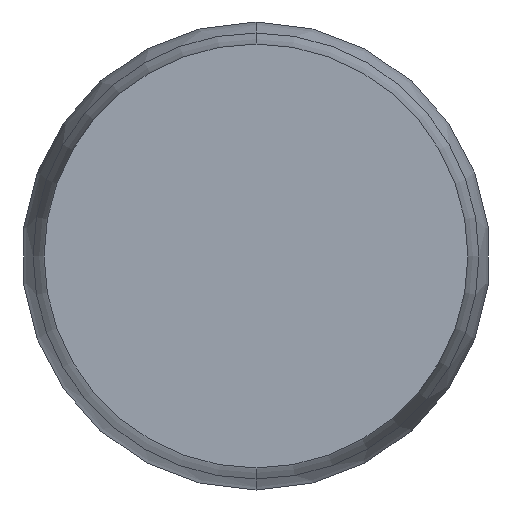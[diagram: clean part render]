
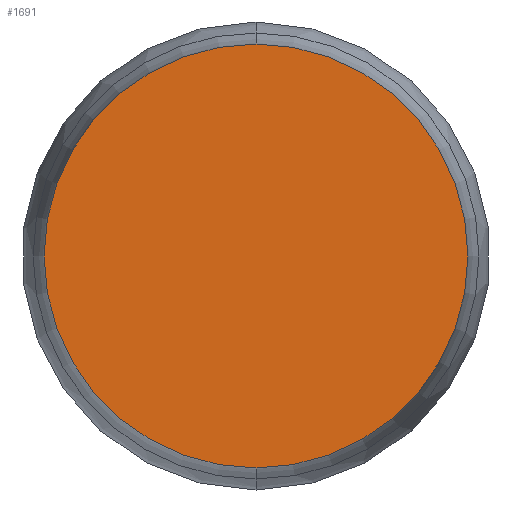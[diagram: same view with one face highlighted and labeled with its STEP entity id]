
A CAD part, left-side view. The second image highlights one B-rep face of the part: STEP entity #1691.
In plain terms, the highlighted planar face has unit normal (-1, 0, 0).
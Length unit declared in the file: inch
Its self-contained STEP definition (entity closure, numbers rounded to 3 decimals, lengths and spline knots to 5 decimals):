
#25 = ORIENTED_EDGE ( 'NONE', *, *, #622, .F. ) ;
#129 = CARTESIAN_POINT ( 'NONE',  ( 0., 0., -0.01775 ) ) ;
#280 = DIRECTION ( 'NONE',  ( 1., 0., 0. ) ) ;
#415 = AXIS2_PLACEMENT_3D ( 'NONE', #1370, #1649, #805 ) ;
#523 = VERTEX_POINT ( 'NONE', #129 ) ;
#617 = PLANE ( 'NONE',  #909 ) ;
#622 = EDGE_CURVE ( 'NONE', #1582, #523, #1658, .T. ) ;
#677 = EDGE_LOOP ( 'NONE', ( #1472, #25 ) ) ;
#805 = DIRECTION ( 'NONE',  ( 0., 0., -1. ) ) ;
#909 = AXIS2_PLACEMENT_3D ( 'NONE', #1634, #1734, #1773 ) ;
#957 = AXIS2_PLACEMENT_3D ( 'NONE', #1144, #280, #1280 ) ;
#1144 = CARTESIAN_POINT ( 'NONE',  ( 0., 0., 0. ) ) ;
#1280 = DIRECTION ( 'NONE',  ( 0., 0., -1. ) ) ;
#1370 = CARTESIAN_POINT ( 'NONE',  ( 0., 0., 0. ) ) ;
#1390 = FACE_OUTER_BOUND ( 'NONE', #677, .T. ) ;
#1472 = ORIENTED_EDGE ( 'NONE', *, *, #1725, .F. ) ;
#1582 = VERTEX_POINT ( 'NONE', #1636 ) ;
#1634 = CARTESIAN_POINT ( 'NONE',  ( 0., 0.0171, 0. ) ) ;
#1636 = CARTESIAN_POINT ( 'NONE',  ( 0., 0., 0.01775 ) ) ;
#1649 = DIRECTION ( 'NONE',  ( 1., 0., 0. ) ) ;
#1658 = CIRCLE ( 'NONE', #957, 0.01775 ) ;
#1691 = ADVANCED_FACE ( 'NONE', ( #1390 ), #617, .T. ) ;
#1719 = CIRCLE ( 'NONE', #415, 0.01775 ) ;
#1725 = EDGE_CURVE ( 'NONE', #523, #1582, #1719, .T. ) ;
#1734 = DIRECTION ( 'NONE',  ( -1., 0., 0. ) ) ;
#1773 = DIRECTION ( 'NONE',  ( 0., 0., 1. ) ) ;
